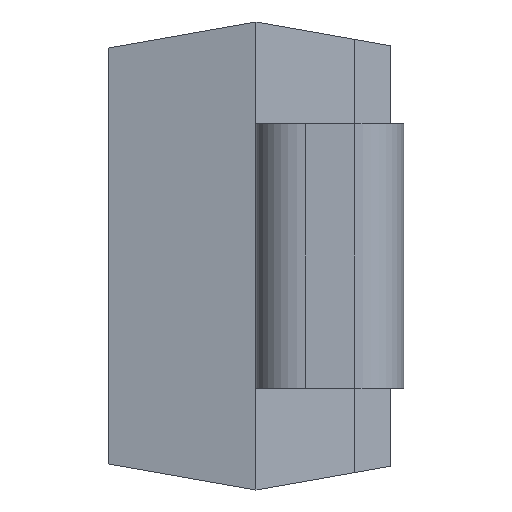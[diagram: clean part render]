
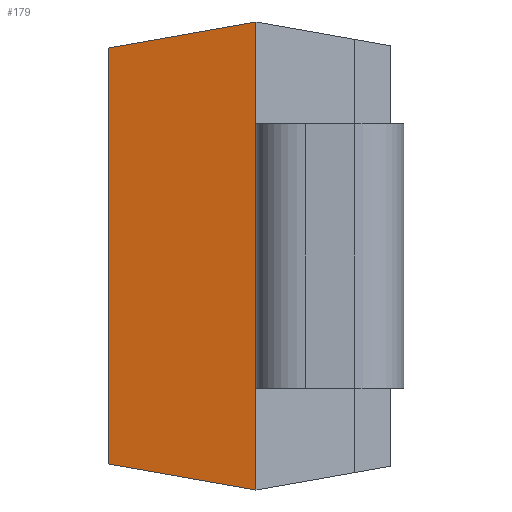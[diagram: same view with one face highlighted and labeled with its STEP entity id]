
A CAD part, left-side view. The second image highlights one B-rep face of the part: STEP entity #179.
In plain terms, the highlighted planar face has unit normal (-0.985, 0.174, 0).
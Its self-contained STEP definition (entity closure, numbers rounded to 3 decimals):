
#123 = VERTEX_POINT ( 'NONE', #742 ) ;
#125 = EDGE_CURVE ( 'NONE', #123, #188, #740, .T. ) ;
#179 = ADVANCED_FACE ( 'NONE', ( #873 ), #872, .F. ) ;
#180 = EDGE_LOOP ( 'NONE', ( #212, #215, #218, #220, #221, #223 ) ) ;
#188 = VERTEX_POINT ( 'NONE', #913 ) ;
#194 = VERTEX_POINT ( 'NONE', #903 ) ;
#196 = EDGE_CURVE ( 'NONE', #194, #197, #902, .T. ) ;
#197 = VERTEX_POINT ( 'NONE', #898 ) ;
#212 = ORIENTED_EDGE ( 'NONE', *, *, #213, .F. ) ;
#213 = EDGE_CURVE ( 'NONE', #214, #194, #937, .T. ) ;
#214 = VERTEX_POINT ( 'NONE', #933 ) ;
#215 = ORIENTED_EDGE ( 'NONE', *, *, #216, .T. ) ;
#216 = EDGE_CURVE ( 'NONE', #214, #217, #932, .T. ) ;
#217 = VERTEX_POINT ( 'NONE', #928 ) ;
#218 = ORIENTED_EDGE ( 'NONE', *, *, #219, .F. ) ;
#219 = EDGE_CURVE ( 'NONE', #188, #217, #927, .T. ) ;
#220 = ORIENTED_EDGE ( 'NONE', *, *, #125, .F. ) ;
#221 = ORIENTED_EDGE ( 'NONE', *, *, #222, .F. ) ;
#222 = EDGE_CURVE ( 'NONE', #197, #123, #923, .T. ) ;
#223 = ORIENTED_EDGE ( 'NONE', *, *, #196, .F. ) ;
#737 = DIRECTION ( 'NONE',  ( 0., 0., -1. ) ) ;
#738 = VECTOR ( 'NONE', #737, 1000. ) ;
#739 = CARTESIAN_POINT ( 'NONE',  ( -2.35, 1.2, 1.9 ) ) ;
#740 = LINE ( 'NONE', #739, #738 ) ;
#742 = CARTESIAN_POINT ( 'NONE',  ( -2.35, 1.2, -1.075 ) ) ;
#867 = DIRECTION ( 'NONE',  ( 0.174, 0.985, 0. ) ) ;
#868 = DIRECTION ( 'NONE',  ( 0.985, -0.174, 0. ) ) ;
#869 = CARTESIAN_POINT ( 'NONE',  ( -2.138, 2.4, 1.9 ) ) ;
#871 = AXIS2_PLACEMENT_3D ( 'NONE', #869, #868, #867 ) ;
#872 = PLANE ( 'NONE',  #871 ) ;
#873 = FACE_OUTER_BOUND ( 'NONE', #180, .T. ) ;
#898 = CARTESIAN_POINT ( 'NONE',  ( -2.35, 1.2, 1.075 ) ) ;
#899 = DIRECTION ( 'NONE',  ( 0., 0., -1. ) ) ;
#900 = VECTOR ( 'NONE', #899, 1000. ) ;
#901 = CARTESIAN_POINT ( 'NONE',  ( -2.35, 1.2, 1.9 ) ) ;
#902 = LINE ( 'NONE', #901, #900 ) ;
#903 = CARTESIAN_POINT ( 'NONE',  ( -2.35, 1.2, 1.9 ) ) ;
#913 = CARTESIAN_POINT ( 'NONE',  ( -2.35, 1.2, -1.9 ) ) ;
#920 = DIRECTION ( 'NONE',  ( 0., 0., -1. ) ) ;
#921 = VECTOR ( 'NONE', #920, 1000. ) ;
#922 = CARTESIAN_POINT ( 'NONE',  ( -2.35, 1.2, 1.9 ) ) ;
#923 = LINE ( 'NONE', #922, #921 ) ;
#924 = DIRECTION ( 'NONE',  ( 0.171, 0.97, 0.171 ) ) ;
#925 = VECTOR ( 'NONE', #924, 1000. ) ;
#926 = CARTESIAN_POINT ( 'NONE',  ( -2.033, 2.996, -1.583 ) ) ;
#927 = LINE ( 'NONE', #926, #925 ) ;
#928 = CARTESIAN_POINT ( 'NONE',  ( -2.138, 2.4, -1.688 ) ) ;
#929 = DIRECTION ( 'NONE',  ( 0., 0., -1. ) ) ;
#930 = VECTOR ( 'NONE', #929, 1000. ) ;
#931 = CARTESIAN_POINT ( 'NONE',  ( -2.138, 2.4, 1.9 ) ) ;
#932 = LINE ( 'NONE', #931, #930 ) ;
#933 = CARTESIAN_POINT ( 'NONE',  ( -2.138, 2.4, 1.688 ) ) ;
#934 = DIRECTION ( 'NONE',  ( -0.171, -0.97, 0.171 ) ) ;
#935 = VECTOR ( 'NONE', #934, 1000. ) ;
#936 = CARTESIAN_POINT ( 'NONE',  ( -2.145, 2.365, 1.695 ) ) ;
#937 = LINE ( 'NONE', #936, #935 ) ;
